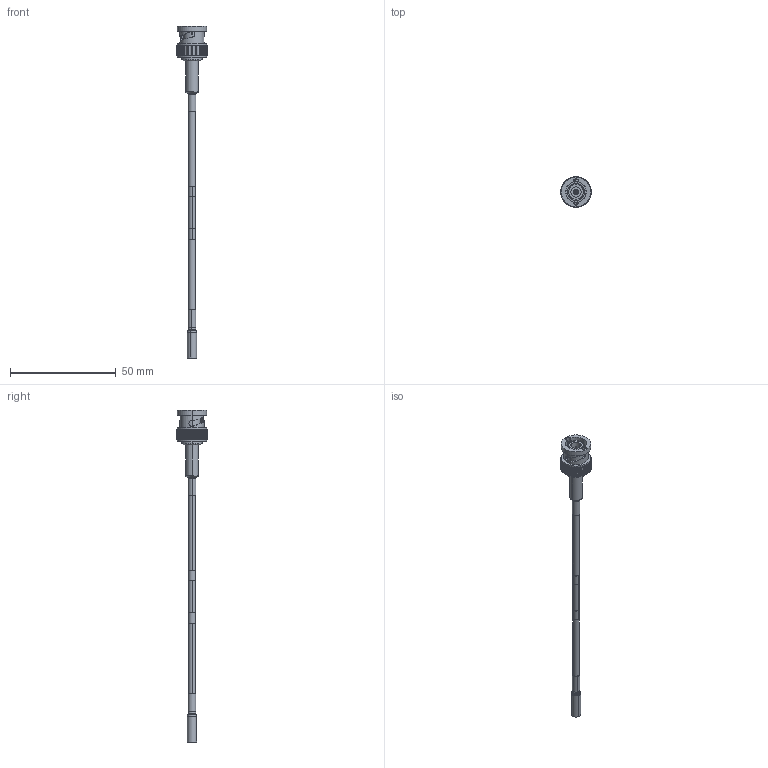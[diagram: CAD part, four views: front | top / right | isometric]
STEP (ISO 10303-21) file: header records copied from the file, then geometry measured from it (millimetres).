
FILE_DESCRIPTION (( 'STEP AP214' ), '1' );
FILE_NAME ('FMCA10003_3D.step', '2024-01-26T20:43:50', ( '' ), ( '' ), 'SwSTEP 2.0', 'SolidWorks 2022', '' );
FILE_SCHEMA (( 'AUTOMOTIVE_DESIGN' ));
Length unit declared in the file: inch
Products named in the file (10): 1AB05-005-MA2; 1AB05-005-MA1_with flange; HeatShrink-RG174A_3; 1AB05-005-MA3; SC6030; FMCA10003_3D; 1AB05-005-MA4; HeatShrink-RG174A_2; RG188-DS; 1AW01-003_.126 ID
Assembly tree (9 placements, depth 3):
  FMCA10003_3D
    RG188-DS
    1AW01-003_.126 ID
    HeatShrink-RG174A_2
    SC6030
      1AB05-005-MA1_with flange
      1AB05-005-MA3
      1AB05-005-MA2
      1AB05-005-MA4
    HeatShrink-RG174A_3
Bounding box: 14.48 x 14.47 x 156.95 mm (x, y, z)
Volume: 2785.6 mm3; surface area: 5877.1 mm2
Topology: 8 solids, 8 shells, 442 faces, 1174 edges, 760 vertices
Faces by surface type: plane 202, cylinder 194, cone 22, torus 16, bspline 8
Entity records: 15412 total; most frequent: CARTESIAN_POINT 2917, DIRECTION 2442, ORIENTED_EDGE 2348, EDGE_CURVE 1174, AXIS2_PLACEMENT_3D 871, VERTEX_POINT 760, LINE 700, VECTOR 700
